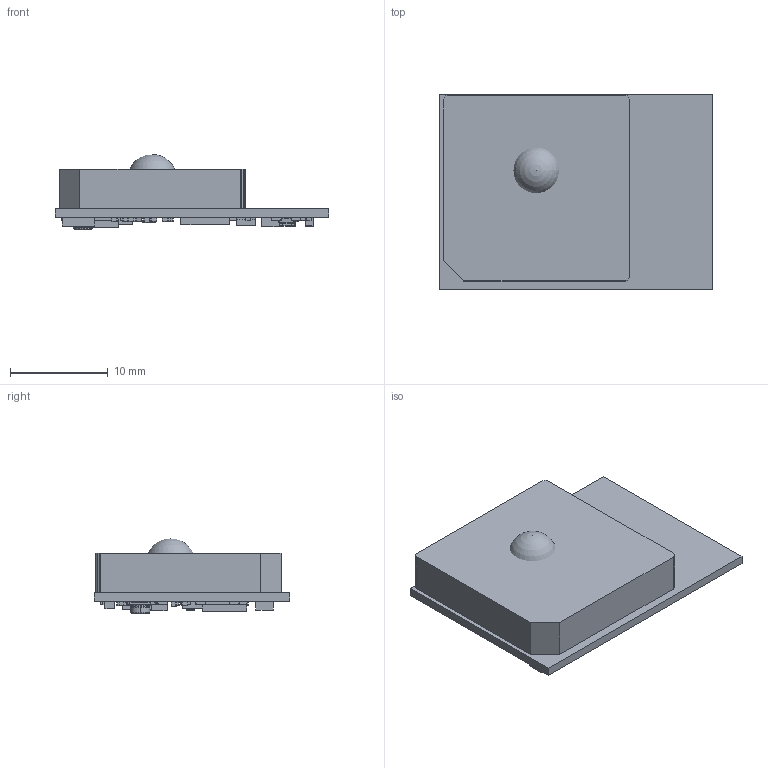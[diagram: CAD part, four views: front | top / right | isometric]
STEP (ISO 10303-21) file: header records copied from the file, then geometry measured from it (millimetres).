
FILE_DESCRIPTION(('Open CASCADE Model'),'2;1');
FILE_NAME('Open CASCADE Shape Model','2019-07-15T10:51:48',('Author'),( 'Open CASCADE'),'Open CASCADE STEP processor 6.8','Open CASCADE 6.8' ,'Unknown');
FILE_SCHEMA(('AUTOMOTIVE_DESIGN { 1 0 10303 214 1 1 1 1 }'));
Length unit declared in the file: millimetre
Products named in the file (149): PCB; Board; Open CASCADE STEP translator 6.8 1.1.1; U6; 7137602640; Cylinder; 7137602400; Extruded; U1; ZOE_S-LGA51; U-Blox_ZOE_S-LGA51_body; u-Blox_ZOE_S-LGA51_ball; CON2; SW3dPS-UFL-R-SMD; SW3dPS-UFL-R-SMD_Part_525; SW3dPS-UFL-R-SMD_Part_540; SW3dPS-UFL-R-SMD_Part_739; SW3dPS-UFL-R-SMD_Part_555; SW3dPS-UFL-R-SMD_Part_578; SW3dPS-UFL-R-SMD_Part_562; A1; 7137603040; 7137596000; Sphere; X1; 7137594160; U5; 7137600080; 7137599680; 7137599280; U4; 7137593200; 7137592800; 7137592560; U2; 7000973824; T1; SOT-563; R16; 6900155312 ...
Assembly tree (239 placements, depth 5):
  PCB
    Board
      Open CASCADE STEP translator 6.8 1.1.1
    U6
      7137602640
        Cylinder
      7137602400
        Extruded
    U1
      ZOE_S-LGA51
        U-Blox_ZOE_S-LGA51_body
        u-Blox_ZOE_S-LGA51_ball  x51
    CON2
      SW3dPS-UFL-R-SMD
        SW3dPS-UFL-R-SMD_Part_525
        SW3dPS-UFL-R-SMD_Part_540
        SW3dPS-UFL-R-SMD_Part_739
        SW3dPS-UFL-R-SMD_Part_555
        SW3dPS-UFL-R-SMD_Part_578
        SW3dPS-UFL-R-SMD_Part_562
    A1
      7137603040
        Extruded
      7137596000
        Sphere
    X1
      7137594160
        Extruded
    U5
      7137600080
        Extruded
      7137599680
        Cylinder
      7137599280  x9
        Sphere
    U4
      7137593200
        Extruded
      7137592800
        Cylinder
      7137592560  x8
        Extruded
    U2
      7000973824
        Extruded
    T1
      SOT-563
    R16
      6900155312
        Mid_Body
        Terminal  x2
          Open_CASCADE_STEP_translator_6.8_3.2.1
        Mark
    R15
      6900156352
        Mid_Body
        Terminal  x2
          Open_CASCADE_STEP_translator_6.8_3.2.1
        Mark
    R14
Bounding box: 28 x 20 x 7.68 mm (x, y, z)
Volume: 2072.8 mm3; surface area: 2740.3 mm2
Topology: 206 solids, 206 shells, 2664 faces, 6226 edges, 3862 vertices
Faces by surface type: plane 1659, cylinder 448, bspline 203, sphere 142, torus 102, revolution 102, cone 8
Full cylindrical faces by diameter (mm): 0.27 x51, 0.3 x1, 0.4 x1, 0.6 x1, 1.2 x1
Entity records: 48835 total; most frequent: CARTESIAN_POINT 12306, ORIENTED_EDGE 6788, DIRECTION 6263, EDGE_CURVE 3394, LINE 2599, VECTOR 2599, VERTEX_POINT 2188, AXIS2_PLACEMENT_3D 1831
